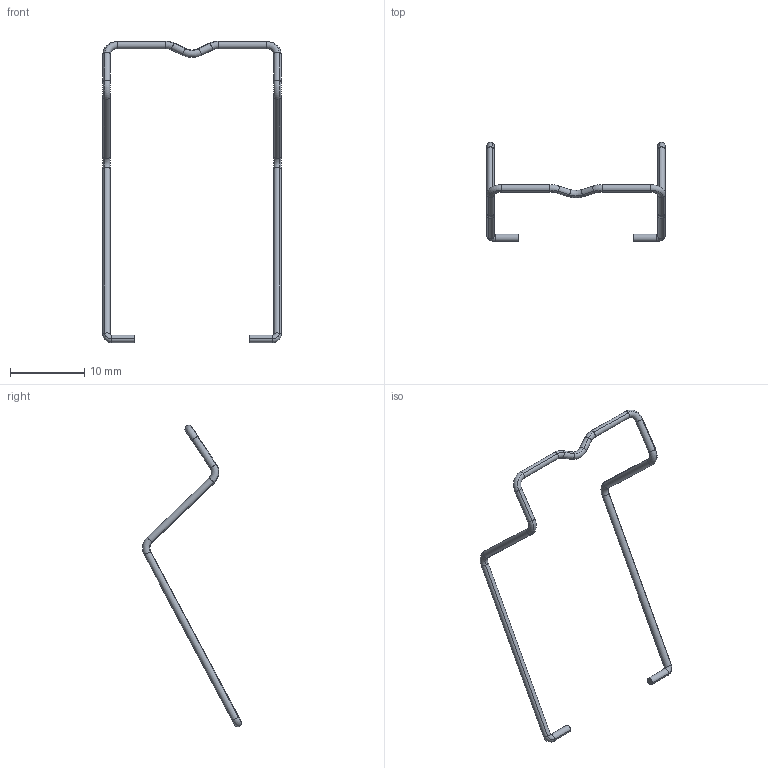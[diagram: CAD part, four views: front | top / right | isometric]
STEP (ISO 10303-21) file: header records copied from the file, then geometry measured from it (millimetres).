
FILE_DESCRIPTION(('CATIA V5R19 STEP'),'2;1');
FILE_NAME ('6739484_2_7760056108_S3D_DRM_DRL_CLIP_M.stp','2015-01-08T11:44:56+00:00',('none'),('Weidmueller'),'CATIA Version 5 Release 20 SP 5 (IN-10)','CATIA V5 STEP AP214','none');
FILE_SCHEMA(('AUTOMOTIVE_DESIGN { 1 0 10303 214 1 1 1 1 }'));
Length unit declared in the file: millimetre
Products named in the file (1): 7760056108
Bounding box: 24 x 13.33 x 40.56 mm (x, y, z)
Volume: 97.6 mm3; surface area: 392 mm2
Topology: 1 solids, 1 shells, 48 faces, 94 edges, 48 vertices
Faces by surface type: cylinder 24, torus 22, plane 2
Entity records: 1044 total; most frequent: ORIENTED_EDGE 188, CARTESIAN_POINT 166, DIRECTION 140, AXIS2_PLACEMENT_3D 94, EDGE_CURVE 94, CIRCLE 70, ADVANCED_FACE 48, EDGE_LOOP 48
